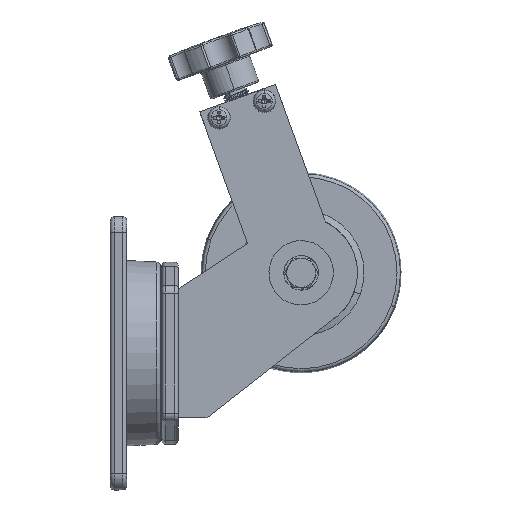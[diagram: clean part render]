
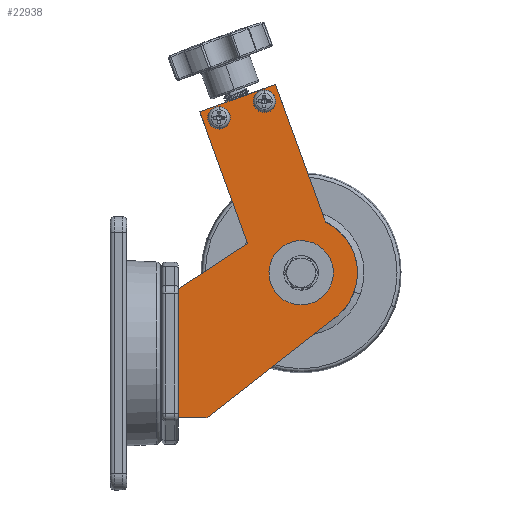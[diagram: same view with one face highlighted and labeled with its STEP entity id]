
A CAD part, left-side view. The second image highlights one B-rep face of the part: STEP entity #22938.
In plain terms, the highlighted face is planar.
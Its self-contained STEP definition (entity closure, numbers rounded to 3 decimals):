
#577 = CIRCLE ( 'NONE', #55013, 4.25 ) ;
#578 = EDGE_CURVE ( 'NONE', #76809, #29159, #40386, .T. ) ;
#1306 = VERTEX_POINT ( 'NONE', #51199 ) ;
#2079 = LINE ( 'NONE', #46031, #50098 ) ;
#2566 = VECTOR ( 'NONE', #27834, 1000. ) ;
#4217 = AXIS2_PLACEMENT_3D ( 'NONE', #50040, #12496, #56290 ) ;
#4246 = CARTESIAN_POINT ( 'NONE',  ( 4.5, -91.615, -81.568 ) ) ;
#4706 = DIRECTION ( 'NONE',  ( -1., 0., 0. ) ) ;
#4779 = LINE ( 'NONE', #44129, #23330 ) ;
#4863 = EDGE_CURVE ( 'NONE', #13374, #37053, #4779, .T. ) ;
#6200 = AXIS2_PLACEMENT_3D ( 'NONE', #7490, #51342, #13792 ) ;
#6708 = LINE ( 'NONE', #43546, #50817 ) ;
#6856 = AXIS2_PLACEMENT_3D ( 'NONE', #66471, #28880, #72767 ) ;
#7490 = CARTESIAN_POINT ( 'NONE',  ( 4.5, -25.466, -146.357 ) ) ;
#8301 = VERTEX_POINT ( 'NONE', #52898 ) ;
#8878 = EDGE_LOOP ( 'NONE', ( #18488, #23227 ) ) ;
#8941 = DIRECTION ( 'NONE',  ( -1., 0., 0. ) ) ;
#9344 = AXIS2_PLACEMENT_3D ( 'NONE', #18120, #62263, #24670 ) ;
#11321 = CARTESIAN_POINT ( 'NONE',  ( 4.5, -43.247, -68.266 ) ) ;
#11576 = FACE_BOUND ( 'NONE', #15370, .T. ) ;
#11601 = EDGE_LOOP ( 'NONE', ( #29099, #23053 ) ) ;
#12114 = PLANE ( 'NONE',  #9344 ) ;
#12496 = DIRECTION ( 'NONE',  ( -1., 0., 0. ) ) ;
#13329 = ORIENTED_EDGE ( 'NONE', *, *, #29794, .T. ) ;
#13374 = VERTEX_POINT ( 'NONE', #70409 ) ;
#13792 = DIRECTION ( 'NONE',  ( 0., 0., 1. ) ) ;
#14437 = VERTEX_POINT ( 'NONE', #72700 ) ;
#14720 = AXIS2_PLACEMENT_3D ( 'NONE', #71588, #33963, #77815 ) ;
#15370 = EDGE_LOOP ( 'NONE', ( #64277, #18411 ) ) ;
#15644 = ORIENTED_EDGE ( 'NONE', *, *, #578, .T. ) ;
#17189 = LINE ( 'NONE', #11321, #71190 ) ;
#18120 = CARTESIAN_POINT ( 'NONE',  ( 4.5, -76.5, -50. ) ) ;
#18411 = ORIENTED_EDGE ( 'NONE', *, *, #75567, .F. ) ;
#18488 = ORIENTED_EDGE ( 'NONE', *, *, #75846, .T. ) ;
#18748 = AXIS2_PLACEMENT_3D ( 'NONE', #20297, #64185, #26589 ) ;
#19556 = CARTESIAN_POINT ( 'NONE',  ( 4.5, -43.247, -68.266 ) ) ;
#20196 = CIRCLE ( 'NONE', #30659, 4.25 ) ;
#20297 = CARTESIAN_POINT ( 'NONE',  ( 4.5, -76.5, -50. ) ) ;
#21809 = ORIENTED_EDGE ( 'NONE', *, *, #4863, .T. ) ;
#22938 = ADVANCED_FACE ( 'NONE', ( #44954, #78223, #28215, #11576 ), #12114, .F. ) ;
#23053 = ORIENTED_EDGE ( 'NONE', *, *, #75543, .T. ) ;
#23227 = ORIENTED_EDGE ( 'NONE', *, *, #30383, .T. ) ;
#23330 = VECTOR ( 'NONE', #32286, 1000. ) ;
#23677 = VECTOR ( 'NONE', #48859, 1000. ) ;
#24670 = DIRECTION ( 'NONE',  ( 0., 0., 1. ) ) ;
#24832 = ORIENTED_EDGE ( 'NONE', *, *, #30613, .T. ) ;
#25612 = VERTEX_POINT ( 'NONE', #73812 ) ;
#26589 = DIRECTION ( 'NONE',  ( 0., 0., -1. ) ) ;
#26712 = DIRECTION ( 'NONE',  ( 0., -1., 0. ) ) ;
#27490 = EDGE_CURVE ( 'NONE', #58360, #25612, #2079, .T. ) ;
#27834 = DIRECTION ( 'NONE',  ( 0., 0.342, -0.94 ) ) ;
#28183 = CIRCLE ( 'NONE', #14720, 15.2 ) ;
#28215 = FACE_OUTER_BOUND ( 'NONE', #44253, .T. ) ;
#28880 = DIRECTION ( 'NONE',  ( 1., 0., 0. ) ) ;
#29099 = ORIENTED_EDGE ( 'NONE', *, *, #34917, .T. ) ;
#29159 = VERTEX_POINT ( 'NONE', #36750 ) ;
#29365 = VERTEX_POINT ( 'NONE', #77303 ) ;
#29794 = EDGE_CURVE ( 'NONE', #62766, #58360, #6708, .T. ) ;
#30383 = EDGE_CURVE ( 'NONE', #1306, #8301, #54634, .T. ) ;
#30613 = EDGE_CURVE ( 'NONE', #29159, #49415, #76183, .T. ) ;
#30659 = AXIS2_PLACEMENT_3D ( 'NONE', #46489, #8941, #52790 ) ;
#32286 = DIRECTION ( 'NONE',  ( 0., 0.94, 0.342 ) ) ;
#32378 = CARTESIAN_POINT ( 'NONE',  ( 4.5, -13.504, -149.984 ) ) ;
#33963 = DIRECTION ( 'NONE',  ( 1., 0., 0. ) ) ;
#34917 = EDGE_CURVE ( 'NONE', #14437, #73061, #20196, .T. ) ;
#36750 = CARTESIAN_POINT ( 'NONE',  ( 4.5, -98.022, -22.399 ) ) ;
#37053 = VERTEX_POINT ( 'NONE', #32378 ) ;
#39314 = CARTESIAN_POINT ( 'NONE',  ( 4.5, 0., 40. ) ) ;
#40386 = LINE ( 'NONE', #54867, #23677 ) ;
#41498 = ORIENTED_EDGE ( 'NONE', *, *, #56049, .T. ) ;
#42185 = CARTESIAN_POINT ( 'NONE',  ( 4.5, -53.657, -156.617 ) ) ;
#42730 = ORIENTED_EDGE ( 'NONE', *, *, #76854, .T. ) ;
#43546 = CARTESIAN_POINT ( 'NONE',  ( 4.5, 0., -40. ) ) ;
#44129 = CARTESIAN_POINT ( 'NONE',  ( 4.5, -13.504, -149.984 ) ) ;
#44253 = EDGE_LOOP ( 'NONE', ( #73984, #15644, #24832, #41498, #21809, #42730, #13329, #80899 ) ) ;
#44954 = FACE_BOUND ( 'NONE', #8878, .T. ) ;
#46031 = CARTESIAN_POINT ( 'NONE',  ( 4.5, 0., 40. ) ) ;
#46489 = CARTESIAN_POINT ( 'NONE',  ( 4.5, -25.466, -146.357 ) ) ;
#48536 = DIRECTION ( 'NONE',  ( 0., 0., 1. ) ) ;
#48859 = DIRECTION ( 'NONE',  ( 0., -0.789, -0.615 ) ) ;
#49415 = VERTEX_POINT ( 'NONE', #4246 ) ;
#49837 = VECTOR ( 'NONE', #26712, 1000. ) ;
#49874 = DIRECTION ( 'NONE',  ( 0., 0.837, 0.547 ) ) ;
#50040 = CARTESIAN_POINT ( 'NONE',  ( 4.5, -53.657, -156.617 ) ) ;
#50098 = VECTOR ( 'NONE', #64920, 1000. ) ;
#50604 = LINE ( 'NONE', #71752, #2566 ) ;
#50817 = VECTOR ( 'NONE', #49874, 1000. ) ;
#51199 = CARTESIAN_POINT ( 'NONE',  ( 4.5, -53.657, -160.867 ) ) ;
#51342 = DIRECTION ( 'NONE',  ( -1., 0., 0. ) ) ;
#52790 = DIRECTION ( 'NONE',  ( 0., 0., 1. ) ) ;
#52898 = CARTESIAN_POINT ( 'NONE',  ( 4.5, -53.657, -152.367 ) ) ;
#54357 = CARTESIAN_POINT ( 'NONE',  ( 4.5, -18., 40. ) ) ;
#54634 = CIRCLE ( 'NONE', #4217, 4.25 ) ;
#54867 = CARTESIAN_POINT ( 'NONE',  ( 4.5, -18., 40. ) ) ;
#55013 = AXIS2_PLACEMENT_3D ( 'NONE', #42185, #4706, #48536 ) ;
#55134 = DIRECTION ( 'NONE',  ( 0., -0.342, 0.94 ) ) ;
#56049 = EDGE_CURVE ( 'NONE', #49415, #13374, #50604, .T. ) ;
#56290 = DIRECTION ( 'NONE',  ( 0., 0., 1. ) ) ;
#58360 = VERTEX_POINT ( 'NONE', #68542 ) ;
#62263 = DIRECTION ( 'NONE',  ( -1., 0., 0. ) ) ;
#62328 = CIRCLE ( 'NONE', #18748, 15.2 ) ;
#62766 = VERTEX_POINT ( 'NONE', #19556 ) ;
#64071 = CARTESIAN_POINT ( 'NONE',  ( 4.5, -76.5, -34.8 ) ) ;
#64185 = DIRECTION ( 'NONE',  ( 1., 0., 0. ) ) ;
#64277 = ORIENTED_EDGE ( 'NONE', *, *, #68888, .F. ) ;
#64920 = DIRECTION ( 'NONE',  ( 0., 0., 1. ) ) ;
#66289 = CIRCLE ( 'NONE', #6200, 4.25 ) ;
#66471 = CARTESIAN_POINT ( 'NONE',  ( 4.5, -76.5, -50. ) ) ;
#68508 = LINE ( 'NONE', #39314, #49837 ) ;
#68542 = CARTESIAN_POINT ( 'NONE',  ( 4.5, 0., -40. ) ) ;
#68888 = EDGE_CURVE ( 'NONE', #79521, #29365, #28183, .T. ) ;
#70409 = CARTESIAN_POINT ( 'NONE',  ( 4.5, -60.489, -167.085 ) ) ;
#71190 = VECTOR ( 'NONE', #55134, 1000. ) ;
#71588 = CARTESIAN_POINT ( 'NONE',  ( 4.5, -76.5, -50. ) ) ;
#71752 = CARTESIAN_POINT ( 'NONE',  ( 4.5, -60.489, -167.085 ) ) ;
#72700 = CARTESIAN_POINT ( 'NONE',  ( 4.5, -25.466, -142.107 ) ) ;
#72767 = DIRECTION ( 'NONE',  ( 0., 0., 1. ) ) ;
#73061 = VERTEX_POINT ( 'NONE', #78585 ) ;
#73489 = EDGE_CURVE ( 'NONE', #25612, #76809, #68508, .T. ) ;
#73812 = CARTESIAN_POINT ( 'NONE',  ( 4.5, 0., 40. ) ) ;
#73984 = ORIENTED_EDGE ( 'NONE', *, *, #73489, .T. ) ;
#75543 = EDGE_CURVE ( 'NONE', #73061, #14437, #66289, .T. ) ;
#75567 = EDGE_CURVE ( 'NONE', #29365, #79521, #62328, .T. ) ;
#75846 = EDGE_CURVE ( 'NONE', #8301, #1306, #577, .T. ) ;
#76183 = CIRCLE ( 'NONE', #6856, 35. ) ;
#76809 = VERTEX_POINT ( 'NONE', #54357 ) ;
#76854 = EDGE_CURVE ( 'NONE', #37053, #62766, #17189, .T. ) ;
#77303 = CARTESIAN_POINT ( 'NONE',  ( 4.5, -76.5, -65.2 ) ) ;
#77815 = DIRECTION ( 'NONE',  ( 0., 0., -1. ) ) ;
#78223 = FACE_BOUND ( 'NONE', #11601, .T. ) ;
#78585 = CARTESIAN_POINT ( 'NONE',  ( 4.5, -25.466, -150.607 ) ) ;
#79521 = VERTEX_POINT ( 'NONE', #64071 ) ;
#80899 = ORIENTED_EDGE ( 'NONE', *, *, #27490, .T. ) ;
